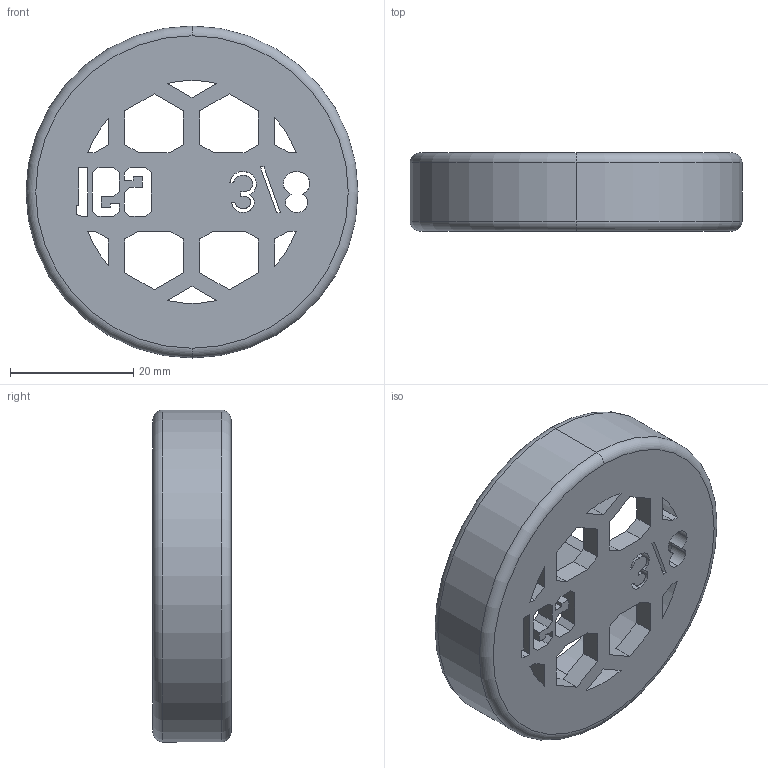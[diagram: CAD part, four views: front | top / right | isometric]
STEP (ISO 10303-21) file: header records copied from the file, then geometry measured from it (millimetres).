
FILE_DESCRIPTION (( 'STEP AP214' ), '1' );
FILE_NAME ('1.625in_0.375.STEP', '2021-05-03T01:06:54', ( '' ), ( '' ), 'SwSTEP 2.0', 'SolidWorks 2019', '' );
FILE_SCHEMA (( 'AUTOMOTIVE_DESIGN' ));
Length unit declared in the file: inch
Products named in the file (1): 1.625in_0.375
Bounding box: 53.98 x 12.7 x 53.98 mm (x, y, z)
Volume: 15398.5 mm3; surface area: 8279.6 mm2
Topology: 1 solids, 1 shells, 136 faces, 392 edges, 260 vertices
Faces by surface type: plane 98, bspline 23, cylinder 11, torus 4
Entity records: 5616 total; most frequent: CARTESIAN_POINT 2068, ORIENTED_EDGE 784, DIRECTION 604, EDGE_CURVE 392, LINE 316, VECTOR 316, VERTEX_POINT 260, EDGE_LOOP 170
